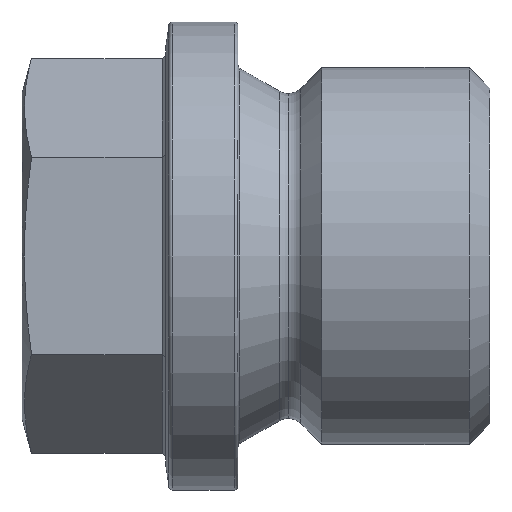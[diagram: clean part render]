
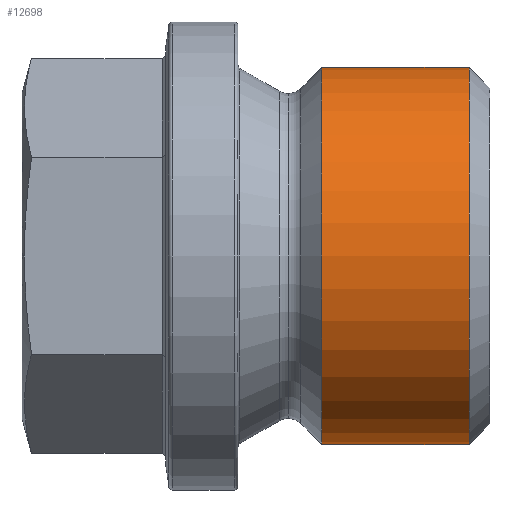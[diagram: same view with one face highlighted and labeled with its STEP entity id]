
A CAD part, front view. The second image highlights one B-rep face of the part: STEP entity #12698.
In plain terms, the highlighted cylindrical face has radius 10.48 mm (diameter 20.96 mm), a partial arc.
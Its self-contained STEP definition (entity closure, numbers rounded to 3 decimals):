
#44 = CARTESIAN_POINT ( 'NONE',  ( 4.652, 0., 10.48 ) ) ;
#595 = VECTOR ( 'NONE', #3295, 1000. ) ;
#662 = CARTESIAN_POINT ( 'NONE',  ( 12.84, 0., 10.48 ) ) ;
#1077 = AXIS2_PLACEMENT_3D ( 'NONE', #7825, #8875, #3728 ) ;
#1278 = VERTEX_POINT ( 'NONE', #44 ) ;
#1325 = ORIENTED_EDGE ( 'NONE', *, *, #3484, .F. ) ;
#1916 = CYLINDRICAL_SURFACE ( 'NONE', #4890, 10.48 ) ;
#2016 = VERTEX_POINT ( 'NONE', #662 ) ;
#2945 = DIRECTION ( 'NONE',  ( 0., 0., 1. ) ) ;
#2994 = CARTESIAN_POINT ( 'NONE',  ( 12.84, 0., -10.48 ) ) ;
#3076 = CARTESIAN_POINT ( 'NONE',  ( 12.84, 0., 0. ) ) ;
#3295 = DIRECTION ( 'NONE',  ( -1., 0., 0. ) ) ;
#3484 = EDGE_CURVE ( 'NONE', #6165, #1278, #5221, .T. ) ;
#3728 = DIRECTION ( 'NONE',  ( 0., 0., 1. ) ) ;
#4067 = CARTESIAN_POINT ( 'NONE',  ( -23.608, 0., 10.48 ) ) ;
#4187 = VECTOR ( 'NONE', #7134, 1000. ) ;
#4890 = AXIS2_PLACEMENT_3D ( 'NONE', #13022, #13107, #7683 ) ;
#5221 = CIRCLE ( 'NONE', #1077, 10.48 ) ;
#5819 = CIRCLE ( 'NONE', #12567, 10.48 ) ;
#6165 = VERTEX_POINT ( 'NONE', #9322 ) ;
#6832 = LINE ( 'NONE', #12740, #595 ) ;
#7134 = DIRECTION ( 'NONE',  ( -1., 0., 0. ) ) ;
#7567 = ORIENTED_EDGE ( 'NONE', *, *, #11218, .F. ) ;
#7683 = DIRECTION ( 'NONE',  ( 0., 0., 1. ) ) ;
#7825 = CARTESIAN_POINT ( 'NONE',  ( 4.652, 0., 0. ) ) ;
#7828 = VERTEX_POINT ( 'NONE', #2994 ) ;
#8739 = EDGE_CURVE ( 'NONE', #2016, #1278, #12134, .T. ) ;
#8875 = DIRECTION ( 'NONE',  ( -1., 0., 0. ) ) ;
#9146 = ORIENTED_EDGE ( 'NONE', *, *, #8739, .T. ) ;
#9322 = CARTESIAN_POINT ( 'NONE',  ( 4.652, 0., -10.48 ) ) ;
#9434 = ORIENTED_EDGE ( 'NONE', *, *, #12161, .T. ) ;
#11218 = EDGE_CURVE ( 'NONE', #7828, #6165, #6832, .T. ) ;
#11789 = EDGE_LOOP ( 'NONE', ( #7567, #9434, #9146, #1325 ) ) ;
#11805 = FACE_OUTER_BOUND ( 'NONE', #11789, .T. ) ;
#12134 = LINE ( 'NONE', #4067, #4187 ) ;
#12161 = EDGE_CURVE ( 'NONE', #7828, #2016, #5819, .T. ) ;
#12567 = AXIS2_PLACEMENT_3D ( 'NONE', #3076, #13478, #2945 ) ;
#12698 = ADVANCED_FACE ( 'NONE', ( #11805 ), #1916, .T. ) ;
#12740 = CARTESIAN_POINT ( 'NONE',  ( -23.608, 0., -10.48 ) ) ;
#13022 = CARTESIAN_POINT ( 'NONE',  ( -23.608, 0., 0. ) ) ;
#13107 = DIRECTION ( 'NONE',  ( -1., 0., 0. ) ) ;
#13478 = DIRECTION ( 'NONE',  ( -1., 0., 0. ) ) ;
